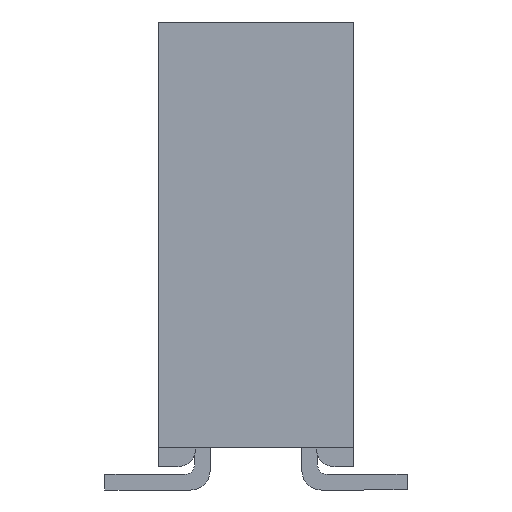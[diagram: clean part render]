
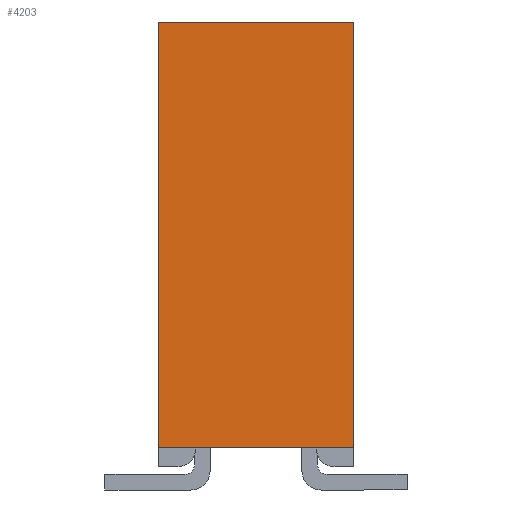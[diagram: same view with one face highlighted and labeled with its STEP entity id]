
A CAD part, left-side view. The second image highlights one B-rep face of the part: STEP entity #4203.
In plain terms, the highlighted planar face has unit normal (-1, 0, 0).
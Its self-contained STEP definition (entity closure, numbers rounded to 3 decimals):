
#4203 = ADVANCED_FACE('',(#4204),#4238,.F.);
#4204 = FACE_BOUND('',#4205,.T.);
#4205 = EDGE_LOOP('',(#4206,#4216,#4224,#4232));
#4206 = ORIENTED_EDGE('',*,*,#4207,.T.);
#4207 = EDGE_CURVE('',#4208,#4210,#4212,.T.);
#4208 = VERTEX_POINT('',#4209);
#4209 = CARTESIAN_POINT('',(-13.462,5.791,-1.27));
#4210 = VERTEX_POINT('',#4211);
#4211 = CARTESIAN_POINT('',(-13.462,0.254,-1.27));
#4212 = LINE('',#4213,#4214);
#4213 = CARTESIAN_POINT('',(-13.462,5.791,-1.27));
#4214 = VECTOR('',#4215,1.);
#4215 = DIRECTION('',(0.,-1.,0.));
#4216 = ORIENTED_EDGE('',*,*,#4217,.T.);
#4217 = EDGE_CURVE('',#4210,#4218,#4220,.T.);
#4218 = VERTEX_POINT('',#4219);
#4219 = CARTESIAN_POINT('',(-13.462,0.254,1.27));
#4220 = LINE('',#4221,#4222);
#4221 = CARTESIAN_POINT('',(-13.462,0.254,-0.787));
#4222 = VECTOR('',#4223,1.);
#4223 = DIRECTION('',(0.,0.,1.));
#4224 = ORIENTED_EDGE('',*,*,#4225,.F.);
#4225 = EDGE_CURVE('',#4226,#4218,#4228,.T.);
#4226 = VERTEX_POINT('',#4227);
#4227 = CARTESIAN_POINT('',(-13.462,5.791,1.27));
#4228 = LINE('',#4229,#4230);
#4229 = CARTESIAN_POINT('',(-13.462,5.791,1.27));
#4230 = VECTOR('',#4231,1.);
#4231 = DIRECTION('',(0.,-1.,0.));
#4232 = ORIENTED_EDGE('',*,*,#4233,.F.);
#4233 = EDGE_CURVE('',#4208,#4226,#4234,.T.);
#4234 = LINE('',#4235,#4236);
#4235 = CARTESIAN_POINT('',(-13.462,5.791,-1.27));
#4236 = VECTOR('',#4237,1.);
#4237 = DIRECTION('',(0.,0.,1.));
#4238 = PLANE('',#4239);
#4239 = AXIS2_PLACEMENT_3D('',#4240,#4241,#4242);
#4240 = CARTESIAN_POINT('',(-13.462,5.791,-1.27));
#4241 = DIRECTION('',(1.,0.,0.));
#4242 = DIRECTION('',(0.,0.,-1.));
